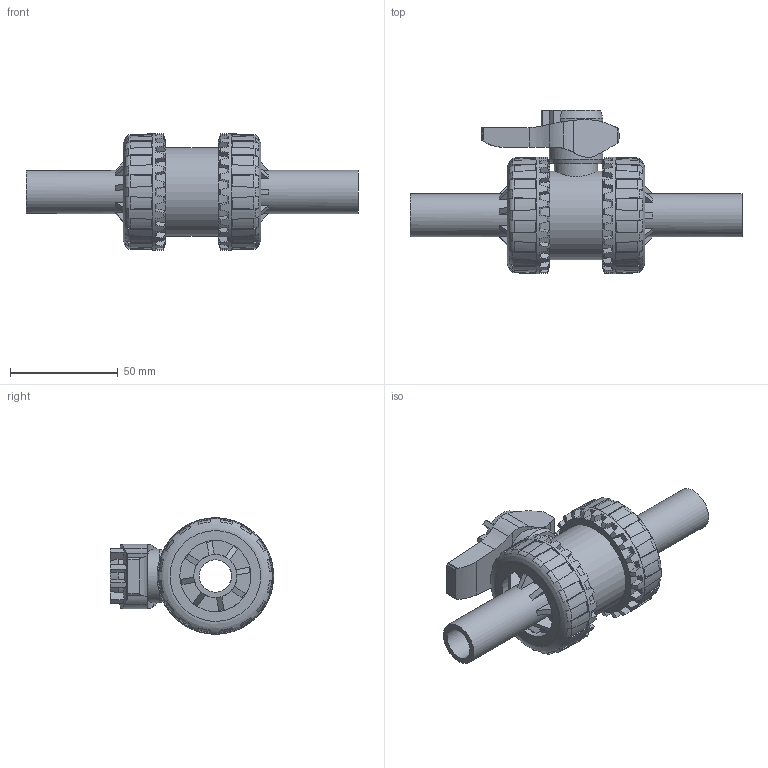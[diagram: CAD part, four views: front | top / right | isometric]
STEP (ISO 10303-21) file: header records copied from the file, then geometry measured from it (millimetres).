
FILE_DESCRIPTION(/* description */ (''),/* implementation_level */ '2;1');
FILE_NAME(/* name */ 'VEEBEV020E.iam.stp',/* time_stamp */ '2013-10-01T10:30:13+02:00',/* author */ ('bfaro'),/* organization */ (''),/* preprocessor_version */ 'ST-DEVELOPER v15.2',/* originating_system */ 'Autodesk Inventor 2014',/* authorisation */ '');
FILE_SCHEMA (('AUTOMOTIVE_DESIGN { 1 0 10303 214 3 1 1 }'));
Length unit declared in the file: millimetre
Products named in the file (6): corpo valvola VEE 20; NTVXE020V; CVDE11020; HSVEE020; Piastrina 20; VEEBEV020E
Bounding box: 154 x 75.7 x 54 mm (x, y, z)
Volume: 127393.1 mm3; surface area: 51686.9 mm2
Topology: 7 solids, 7 shells, 595 faces, 1678 edges, 1108 vertices
Faces by surface type: plane 355, cone 135, cylinder 70, torus 34, bspline 1
Full cylindrical faces by diameter (mm): 15 x2, 16.6 x2, 20 x4, 24.976 x1, 33 x2, 36 x2, 41.1 x3
Entity records: 12258 total; most frequent: CARTESIAN_POINT 3267, ORIENTED_EDGE 1980, DIRECTION 1831, EDGE_CURVE 982, AXIS2_PLACEMENT_3D 756, VERTEX_POINT 658, EDGE_LOOP 392, ADVANCED_FACE 360
